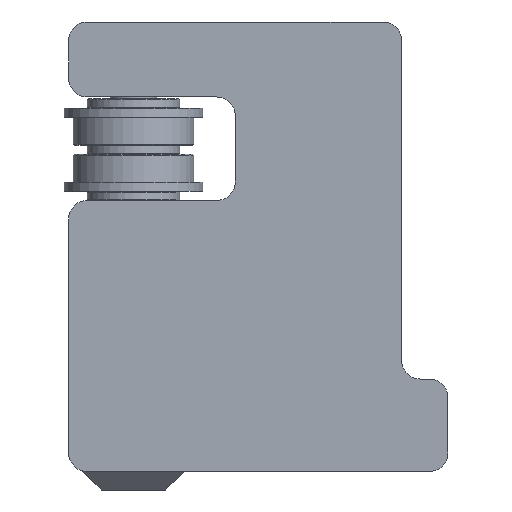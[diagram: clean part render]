
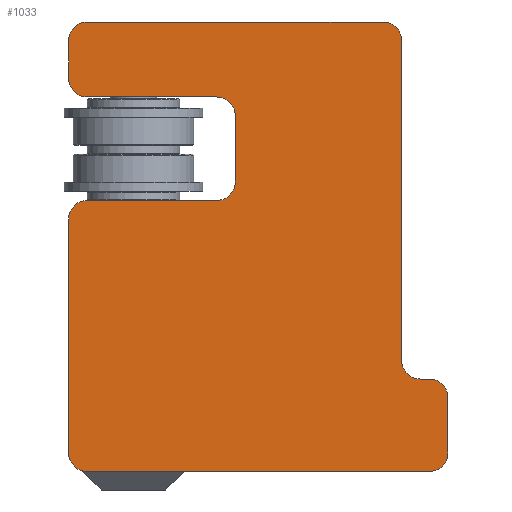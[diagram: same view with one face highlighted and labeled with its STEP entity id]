
A CAD part, left-side view. The second image highlights one B-rep face of the part: STEP entity #1033.
In plain terms, the highlighted planar face has unit normal (-1, 0, 0).
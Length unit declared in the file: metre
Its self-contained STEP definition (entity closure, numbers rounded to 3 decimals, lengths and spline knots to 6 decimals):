
#90=LINE('',#1667,#143);
#100=LINE('',#1691,#153);
#104=LINE('',#1700,#157);
#106=LINE('',#1708,#159);
#112=LINE('',#1722,#165);
#116=LINE('',#1731,#169);
#120=LINE('',#1742,#173);
#124=LINE('',#1751,#177);
#128=LINE('',#1762,#181);
#132=LINE('',#1771,#185);
#143=VECTOR('',#1308,1.);
#153=VECTOR('',#1322,1.);
#157=VECTOR('',#1328,1.);
#159=VECTOR('',#1336,1.);
#165=VECTOR('',#1344,1.);
#169=VECTOR('',#1350,1.);
#173=VECTOR('',#1358,1.);
#177=VECTOR('',#1364,1.);
#181=VECTOR('',#1372,1.);
#185=VECTOR('',#1378,1.);
#266=ORIENTED_EDGE('',*,*,#483,.F.);
#267=ORIENTED_EDGE('',*,*,#504,.T.);
#268=ORIENTED_EDGE('',*,*,#445,.T.);
#269=ORIENTED_EDGE('',*,*,#505,.T.);
#270=ORIENTED_EDGE('',*,*,#479,.T.);
#271=ORIENTED_EDGE('',*,*,#506,.T.);
#272=ORIENTED_EDGE('',*,*,#474,.F.);
#273=ORIENTED_EDGE('',*,*,#507,.T.);
#274=ORIENTED_EDGE('',*,*,#470,.T.);
#275=ORIENTED_EDGE('',*,*,#508,.T.);
#276=ORIENTED_EDGE('',*,*,#464,.F.);
#277=ORIENTED_EDGE('',*,*,#509,.T.);
#278=ORIENTED_EDGE('',*,*,#460,.F.);
#279=ORIENTED_EDGE('',*,*,#510,.T.);
#280=ORIENTED_EDGE('',*,*,#456,.T.);
#281=ORIENTED_EDGE('',*,*,#511,.T.);
#282=ORIENTED_EDGE('',*,*,#492,.T.);
#283=ORIENTED_EDGE('',*,*,#512,.T.);
#284=ORIENTED_EDGE('',*,*,#488,.F.);
#285=ORIENTED_EDGE('',*,*,#513,.T.);
#445=EDGE_CURVE('',#569,#570,#90,.T.);
#456=EDGE_CURVE('',#581,#580,#100,.T.);
#460=EDGE_CURVE('',#584,#585,#104,.T.);
#464=EDGE_CURVE('',#588,#589,#106,.T.);
#470=EDGE_CURVE('',#595,#594,#112,.T.);
#474=EDGE_CURVE('',#598,#599,#116,.T.);
#479=EDGE_CURVE('',#604,#603,#120,.T.);
#483=EDGE_CURVE('',#607,#608,#124,.T.);
#488=EDGE_CURVE('',#612,#613,#128,.T.);
#492=EDGE_CURVE('',#617,#616,#132,.T.);
#504=EDGE_CURVE('',#607,#569,#683,.F.);
#505=EDGE_CURVE('',#570,#604,#684,.F.);
#506=EDGE_CURVE('',#603,#599,#685,.F.);
#507=EDGE_CURVE('',#598,#595,#686,.T.);
#508=EDGE_CURVE('',#594,#589,#687,.F.);
#509=EDGE_CURVE('',#588,#585,#688,.F.);
#510=EDGE_CURVE('',#584,#581,#689,.F.);
#511=EDGE_CURVE('',#580,#617,#690,.T.);
#512=EDGE_CURVE('',#616,#613,#691,.T.);
#513=EDGE_CURVE('',#612,#608,#692,.F.);
#569=VERTEX_POINT('',#1668);
#570=VERTEX_POINT('',#1669);
#580=VERTEX_POINT('',#1690);
#581=VERTEX_POINT('',#1692);
#584=VERTEX_POINT('',#1699);
#585=VERTEX_POINT('',#1701);
#588=VERTEX_POINT('',#1709);
#589=VERTEX_POINT('',#1710);
#594=VERTEX_POINT('',#1721);
#595=VERTEX_POINT('',#1723);
#598=VERTEX_POINT('',#1730);
#599=VERTEX_POINT('',#1732);
#603=VERTEX_POINT('',#1741);
#604=VERTEX_POINT('',#1743);
#607=VERTEX_POINT('',#1750);
#608=VERTEX_POINT('',#1752);
#612=VERTEX_POINT('',#1761);
#613=VERTEX_POINT('',#1763);
#616=VERTEX_POINT('',#1770);
#617=VERTEX_POINT('',#1772);
#683=CIRCLE('',#1177,0.002);
#684=CIRCLE('',#1178,0.002);
#685=CIRCLE('',#1179,0.002);
#686=CIRCLE('',#1180,0.002);
#687=CIRCLE('',#1181,0.002);
#688=CIRCLE('',#1182,0.002);
#689=CIRCLE('',#1183,0.002);
#690=CIRCLE('',#1184,0.002);
#691=CIRCLE('',#1185,0.002);
#692=CIRCLE('',#1186,0.002);
#753=EDGE_LOOP('',(#266,#267,#268,#269,#270,#271,#272,#273,#274,#275,#276,
#277,#278,#279,#280,#281,#282,#283,#284,#285));
#878=FACE_BOUND('',#753,.T.);
#997=PLANE('',#1176);
#1033=ADVANCED_FACE('',(#878),#997,.F.);
#1176=AXIS2_PLACEMENT_3D('',#1785,#1402,#1403);
#1177=AXIS2_PLACEMENT_3D('',#1786,#1404,#1405);
#1178=AXIS2_PLACEMENT_3D('',#1787,#1406,#1407);
#1179=AXIS2_PLACEMENT_3D('',#1788,#1408,#1409);
#1180=AXIS2_PLACEMENT_3D('',#1789,#1410,#1411);
#1181=AXIS2_PLACEMENT_3D('',#1790,#1412,#1413);
#1182=AXIS2_PLACEMENT_3D('',#1791,#1414,#1415);
#1183=AXIS2_PLACEMENT_3D('',#1792,#1416,#1417);
#1184=AXIS2_PLACEMENT_3D('',#1793,#1418,#1419);
#1185=AXIS2_PLACEMENT_3D('',#1794,#1420,#1421);
#1186=AXIS2_PLACEMENT_3D('',#1795,#1422,#1423);
#1308=DIRECTION('',(0.,-1.,0.));
#1322=DIRECTION('',(0.,-1.,0.));
#1328=DIRECTION('',(0.,0.,1.));
#1336=DIRECTION('',(0.,-1.,0.));
#1344=DIRECTION('',(0.,0.,1.));
#1350=DIRECTION('',(0.,-1.,0.));
#1358=DIRECTION('',(0.,0.,1.));
#1364=DIRECTION('',(0.,0.,1.));
#1372=DIRECTION('',(0.,-1.,0.));
#1378=DIRECTION('',(0.,0.,-1.));
#1402=DIRECTION('',(1.,0.,0.));
#1403=DIRECTION('',(0.,1.,0.));
#1404=DIRECTION('',(1.,0.,0.));
#1405=DIRECTION('',(0.,0.,-1.));
#1406=DIRECTION('',(1.,0.,0.));
#1407=DIRECTION('',(0.,0.,-1.));
#1408=DIRECTION('',(1.,0.,0.));
#1409=DIRECTION('',(0.,0.,-1.));
#1410=DIRECTION('',(1.,0.,0.));
#1411=DIRECTION('',(0.,0.,-1.));
#1412=DIRECTION('',(1.,0.,0.));
#1413=DIRECTION('',(0.,0.,-1.));
#1414=DIRECTION('',(1.,0.,0.));
#1415=DIRECTION('',(0.,0.,-1.));
#1416=DIRECTION('',(1.,0.,0.));
#1417=DIRECTION('',(0.,0.,-1.));
#1418=DIRECTION('',(1.,0.,0.));
#1419=DIRECTION('',(0.,0.,-1.));
#1420=DIRECTION('',(1.,0.,0.));
#1421=DIRECTION('',(0.,0.,-1.));
#1422=DIRECTION('',(1.,0.,0.));
#1423=DIRECTION('',(0.,0.,-1.));
#1667=CARTESIAN_POINT('',(-0.01,0.018,0.));
#1668=CARTESIAN_POINT('',(-0.01,0.034,0.));
#1669=CARTESIAN_POINT('',(-0.01,-0.003,0.));
#1690=CARTESIAN_POINT('',(-0.01,0.02,0.0405));
#1691=CARTESIAN_POINT('',(-0.01,0.027,0.0405));
#1692=CARTESIAN_POINT('',(-0.01,0.034,0.0405));
#1699=CARTESIAN_POINT('',(-0.01,0.036,0.0425));
#1700=CARTESIAN_POINT('',(-0.01,0.036,0.04455));
#1701=CARTESIAN_POINT('',(-0.01,0.036,0.0466));
#1708=CARTESIAN_POINT('',(-0.01,0.018,0.0486));
#1709=CARTESIAN_POINT('',(-0.01,0.034,0.0486));
#1710=CARTESIAN_POINT('',(-0.01,0.002,0.0486));
#1721=CARTESIAN_POINT('',(-0.01,0.,0.0466));
#1722=CARTESIAN_POINT('',(-0.01,0.,0.0293));
#1723=CARTESIAN_POINT('',(-0.01,0.,0.012));
#1730=CARTESIAN_POINT('',(-0.01,-0.002,0.01));
#1731=CARTESIAN_POINT('',(-0.01,-0.0025,0.01));
#1732=CARTESIAN_POINT('',(-0.01,-0.003,0.01));
#1741=CARTESIAN_POINT('',(-0.01,-0.005,0.008));
#1742=CARTESIAN_POINT('',(-0.01,-0.005,0.005));
#1743=CARTESIAN_POINT('',(-0.01,-0.005,0.002));
#1750=CARTESIAN_POINT('',(-0.01,0.036,0.002));
#1751=CARTESIAN_POINT('',(-0.01,0.036,0.00965));
#1752=CARTESIAN_POINT('',(-0.01,0.036,0.0273));
#1761=CARTESIAN_POINT('',(-0.01,0.034,0.0293));
#1762=CARTESIAN_POINT('',(-0.01,0.027,0.0293));
#1763=CARTESIAN_POINT('',(-0.01,0.02,0.0293));
#1770=CARTESIAN_POINT('',(-0.01,0.018,0.0313));
#1771=CARTESIAN_POINT('',(-0.01,0.018,0.0299));
#1772=CARTESIAN_POINT('',(-0.01,0.018,0.0385));
#1785=CARTESIAN_POINT('',(-0.01,0.0175,0.0243));
#1786=CARTESIAN_POINT('',(-0.01,0.034,0.002));
#1787=CARTESIAN_POINT('',(-0.01,-0.003,0.002));
#1788=CARTESIAN_POINT('',(-0.01,-0.003,0.008));
#1789=CARTESIAN_POINT('',(-0.01,-0.002,0.012));
#1790=CARTESIAN_POINT('',(-0.01,0.002,0.0466));
#1791=CARTESIAN_POINT('',(-0.01,0.034,0.0466));
#1792=CARTESIAN_POINT('',(-0.01,0.034,0.0425));
#1793=CARTESIAN_POINT('',(-0.01,0.02,0.0385));
#1794=CARTESIAN_POINT('',(-0.01,0.02,0.0313));
#1795=CARTESIAN_POINT('',(-0.01,0.034,0.0273));
